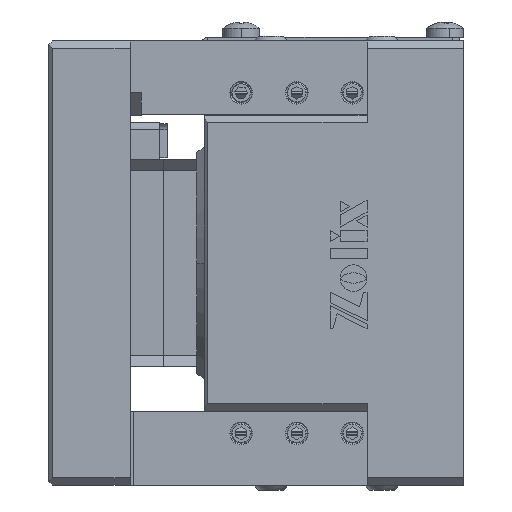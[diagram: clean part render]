
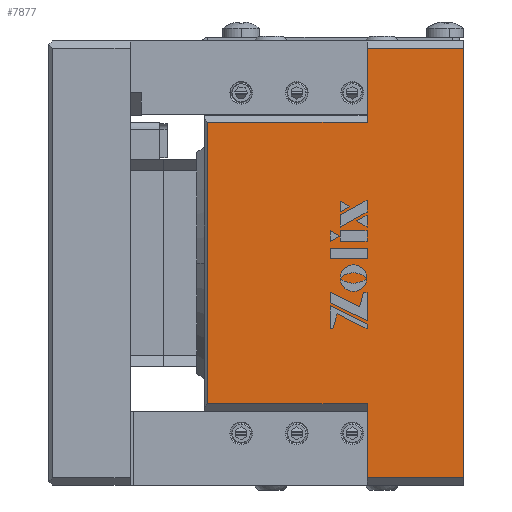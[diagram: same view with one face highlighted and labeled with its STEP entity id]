
A CAD part, left-side view. The second image highlights one B-rep face of the part: STEP entity #7877.
In plain terms, the highlighted planar face has unit normal (-1, 0, 0).
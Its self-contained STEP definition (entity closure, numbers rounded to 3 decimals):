
#804 = ORIENTED_EDGE ( 'NONE', *, *, #13676, .F. ) ;
#1570 = CARTESIAN_POINT ( 'NONE',  ( -30., 34.5, -19. ) ) ;
#1837 = DIRECTION ( 'NONE',  ( 0., 0., -1. ) ) ;
#1861 = VERTEX_POINT ( 'NONE', #2033 ) ;
#1955 = ORIENTED_EDGE ( 'NONE', *, *, #11071, .T. ) ;
#2006 = EDGE_CURVE ( 'NONE', #7926, #20598, #29109, .T. ) ;
#2033 = CARTESIAN_POINT ( 'NONE',  ( -30., 13., 29. ) ) ;
#2476 = CARTESIAN_POINT ( 'NONE',  ( -30., 35., 19. ) ) ;
#3209 = EDGE_CURVE ( 'NONE', #3236, #10935, #12571, .T. ) ;
#3236 = VERTEX_POINT ( 'NONE', #17683 ) ;
#3505 = CARTESIAN_POINT ( 'NONE',  ( -30., 13., 30. ) ) ;
#3812 = CARTESIAN_POINT ( 'NONE',  ( -30., 35., 29. ) ) ;
#4381 = CARTESIAN_POINT ( 'NONE',  ( -30., 13., 19. ) ) ;
#5234 = CARTESIAN_POINT ( 'NONE',  ( -30., 0., -30. ) ) ;
#5465 = ORIENTED_EDGE ( 'NONE', *, *, #27208, .T. ) ;
#6365 = DIRECTION ( 'NONE',  ( 0., 1., 0. ) ) ;
#7185 = DIRECTION ( 'NONE',  ( 0., 0., 1. ) ) ;
#7425 = CARTESIAN_POINT ( 'NONE',  ( -30., 35., -29. ) ) ;
#7695 = DIRECTION ( 'NONE',  ( 0., 0., 1. ) ) ;
#7877 = ADVANCED_FACE ( 'NONE', ( #25385 ), #14746, .F. ) ;
#7926 = VERTEX_POINT ( 'NONE', #20292 ) ;
#8400 = ORIENTED_EDGE ( 'NONE', *, *, #28059, .F. ) ;
#9766 = LINE ( 'NONE', #3812, #27786 ) ;
#9850 = DIRECTION ( 'NONE',  ( 0., 1., 0. ) ) ;
#9944 = VERTEX_POINT ( 'NONE', #4381 ) ;
#10935 = VERTEX_POINT ( 'NONE', #23695 ) ;
#11071 = EDGE_CURVE ( 'NONE', #27663, #1861, #9766, .T. ) ;
#11181 = ORIENTED_EDGE ( 'NONE', *, *, #2006, .T. ) ;
#11221 = EDGE_CURVE ( 'NONE', #10935, #27663, #28998, .T. ) ;
#11878 = ORIENTED_EDGE ( 'NONE', *, *, #3209, .T. ) ;
#12141 = VECTOR ( 'NONE', #7695, 1000. ) ;
#12571 = LINE ( 'NONE', #7425, #25770 ) ;
#13676 = EDGE_CURVE ( 'NONE', #9944, #1861, #14383, .T. ) ;
#14383 = LINE ( 'NONE', #3505, #21167 ) ;
#14746 = PLANE ( 'NONE',  #23825 ) ;
#14958 = DIRECTION ( 'NONE',  ( 1., 0., 0. ) ) ;
#16039 = LINE ( 'NONE', #32012, #31350 ) ;
#16625 = DIRECTION ( 'NONE',  ( 0., -1., 0. ) ) ;
#17683 = CARTESIAN_POINT ( 'NONE',  ( -30., 13., -29. ) ) ;
#19680 = ORIENTED_EDGE ( 'NONE', *, *, #24508, .T. ) ;
#20205 = VECTOR ( 'NONE', #7185, 1000. ) ;
#20292 = CARTESIAN_POINT ( 'NONE',  ( -30., 34.5, 19. ) ) ;
#20598 = VERTEX_POINT ( 'NONE', #1570 ) ;
#21062 = VECTOR ( 'NONE', #9850, 1000. ) ;
#21167 = VECTOR ( 'NONE', #31512, 1000. ) ;
#22153 = CARTESIAN_POINT ( 'NONE',  ( -30., 34.5, -19. ) ) ;
#22477 = DIRECTION ( 'NONE',  ( 0., -1., 0. ) ) ;
#23695 = CARTESIAN_POINT ( 'NONE',  ( -30., 0., -29. ) ) ;
#23825 = AXIS2_PLACEMENT_3D ( 'NONE', #27714, #14958, #25027 ) ;
#24473 = CARTESIAN_POINT ( 'NONE',  ( -30., 0., 29. ) ) ;
#24508 = EDGE_CURVE ( 'NONE', #20598, #24826, #16039, .T. ) ;
#24826 = VERTEX_POINT ( 'NONE', #31183 ) ;
#25027 = DIRECTION ( 'NONE',  ( 0., 0., -1. ) ) ;
#25385 = FACE_OUTER_BOUND ( 'NONE', #25624, .T. ) ;
#25624 = EDGE_LOOP ( 'NONE', ( #5465, #11181, #19680, #8400, #11878, #28653, #1955, #804 ) ) ;
#25770 = VECTOR ( 'NONE', #22477, 1000. ) ;
#26232 = LINE ( 'NONE', #30270, #20205 ) ;
#27208 = EDGE_CURVE ( 'NONE', #9944, #7926, #32774, .T. ) ;
#27663 = VERTEX_POINT ( 'NONE', #24473 ) ;
#27714 = CARTESIAN_POINT ( 'NONE',  ( -30., 35., -30. ) ) ;
#27786 = VECTOR ( 'NONE', #6365, 1000. ) ;
#28059 = EDGE_CURVE ( 'NONE', #3236, #24826, #26232, .T. ) ;
#28653 = ORIENTED_EDGE ( 'NONE', *, *, #11221, .T. ) ;
#28998 = LINE ( 'NONE', #5234, #12141 ) ;
#29109 = LINE ( 'NONE', #22153, #31927 ) ;
#30270 = CARTESIAN_POINT ( 'NONE',  ( -30., 13., -30. ) ) ;
#31183 = CARTESIAN_POINT ( 'NONE',  ( -30., 13., -19. ) ) ;
#31350 = VECTOR ( 'NONE', #16625, 1000. ) ;
#31512 = DIRECTION ( 'NONE',  ( 0., 0., 1. ) ) ;
#31927 = VECTOR ( 'NONE', #1837, 1000. ) ;
#32012 = CARTESIAN_POINT ( 'NONE',  ( -30., 35., -19. ) ) ;
#32774 = LINE ( 'NONE', #2476, #21062 ) ;
